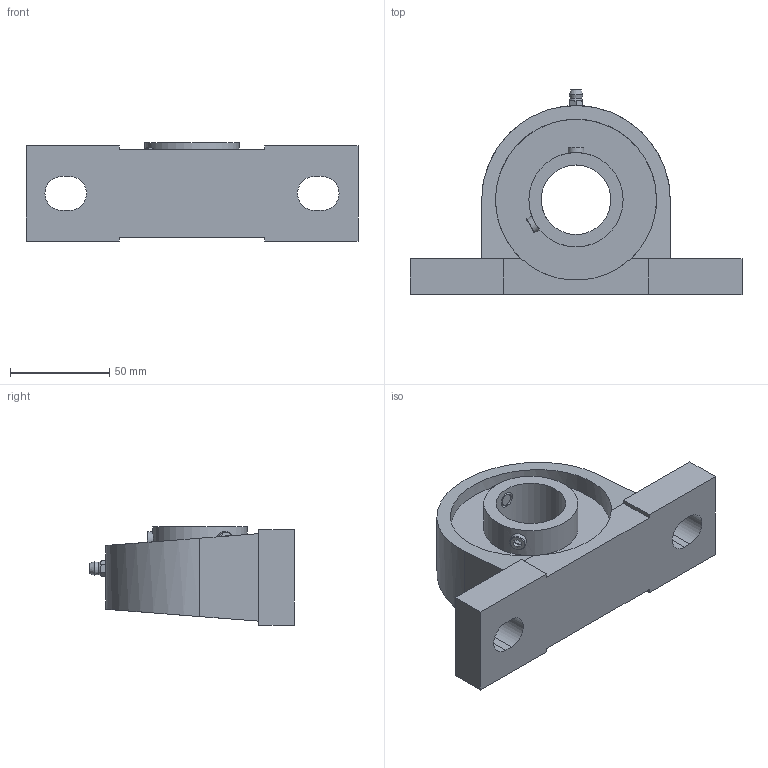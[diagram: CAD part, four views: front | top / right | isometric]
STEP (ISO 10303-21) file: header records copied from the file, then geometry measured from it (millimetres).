
FILE_DESCRIPTION( ( 'STEP AP214' ), ' ' );
FILE_NAME( 'UCP207J.stp', '2018-05-30T05:53:46', ( '' ), ( '' ), ' ', 'PARTsolutions', ' ' );
FILE_SCHEMA( ( 'AUTOMOTIVE_DESIGN { 1 0 10303 214 1 1 1 1 }' ) );
Length unit declared in the file: millimetre
Products named in the file (2): UCP207J; _UCP207.-Housing
Assembly tree (1 placements, depth 2):
  UCP207J
    _UCP207.-Housing
Bounding box: 167 x 103.1 x 49.4 mm (x, y, z)
Volume: 273383 mm3; surface area: 52090.5 mm2
Topology: 1 solids, 1 shells, 91 faces, 226 edges, 146 vertices
Faces by surface type: plane 52, cone 19, cylinder 18, torus 2
Full cylindrical faces by diameter (mm): 4.92 x2, 8 x4, 35 x1, 47.45 x2, 81 x2
Entity records: 3618 total; most frequent: CARTESIAN_POINT 851, DIRECTION 400, ORIENTED_EDGE 386, EDGE_CURVE 193, AXIS2_PLACEMENT_3D 144, VERTEX_POINT 135, EDGE_LOOP 126, LINE 112
